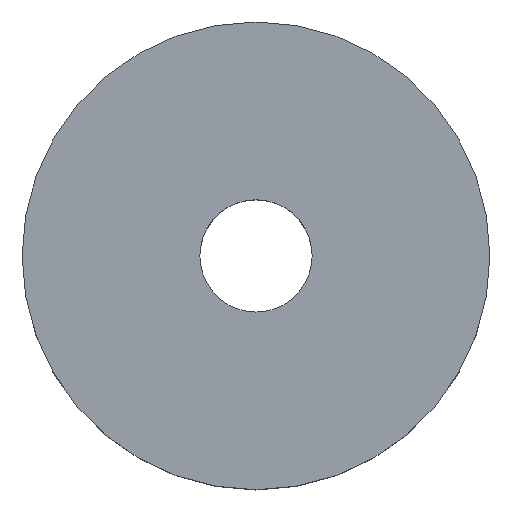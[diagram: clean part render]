
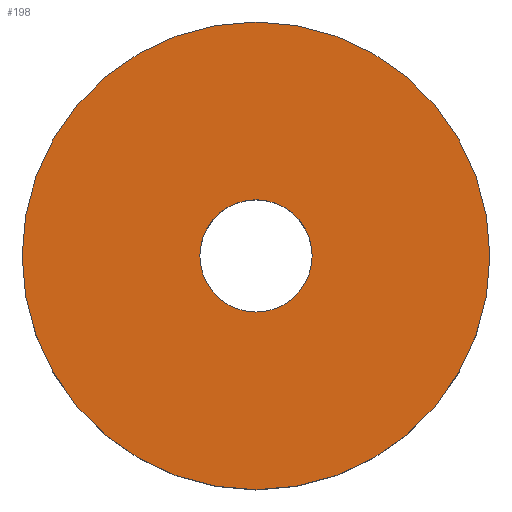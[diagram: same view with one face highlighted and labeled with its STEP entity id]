
A CAD part, top view. The second image highlights one B-rep face of the part: STEP entity #198.
In plain terms, the highlighted planar face has unit normal (0, 0, 1).
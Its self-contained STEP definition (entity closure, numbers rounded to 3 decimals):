
#5 = CIRCLE ( 'NONE', #179, 3. ) ;
#18 = DIRECTION ( 'NONE',  ( 0., 0., 1. ) ) ;
#20 = CARTESIAN_POINT ( 'NONE',  ( -3., 0., 7. ) ) ;
#30 = CIRCLE ( 'NONE', #151, 12.5 ) ;
#33 = CARTESIAN_POINT ( 'NONE',  ( 12.5, 0., 7. ) ) ;
#34 = AXIS2_PLACEMENT_3D ( 'NONE', #172, #230, #161 ) ;
#37 = DIRECTION ( 'NONE',  ( 0., 0., 1. ) ) ;
#65 = AXIS2_PLACEMENT_3D ( 'NONE', #194, #37, #177 ) ;
#81 = VERTEX_POINT ( 'NONE', #33 ) ;
#83 = ORIENTED_EDGE ( 'NONE', *, *, #236, .T. ) ;
#86 = CIRCLE ( 'NONE', #34, 3. ) ;
#95 = DIRECTION ( 'NONE',  ( 0., 0., 1. ) ) ;
#98 = CARTESIAN_POINT ( 'NONE',  ( 0., 0., 7. ) ) ;
#118 = CARTESIAN_POINT ( 'NONE',  ( 0., 0., 7. ) ) ;
#120 = CARTESIAN_POINT ( 'NONE',  ( 0., 0., 7. ) ) ;
#129 = CIRCLE ( 'NONE', #65, 12.5 ) ;
#138 = FACE_OUTER_BOUND ( 'NONE', #165, .T. ) ;
#144 = DIRECTION ( 'NONE',  ( 0., 0., 1. ) ) ;
#151 = AXIS2_PLACEMENT_3D ( 'NONE', #118, #18, #174 ) ;
#161 = DIRECTION ( 'NONE',  ( 1., 0., 0. ) ) ;
#165 = EDGE_LOOP ( 'NONE', ( #214, #83 ) ) ;
#171 = AXIS2_PLACEMENT_3D ( 'NONE', #98, #144, #246 ) ;
#172 = CARTESIAN_POINT ( 'NONE',  ( 0., 0., 7. ) ) ;
#174 = DIRECTION ( 'NONE',  ( 1., 0., 0. ) ) ;
#177 = DIRECTION ( 'NONE',  ( 1., 0., 0. ) ) ;
#178 = PLANE ( 'NONE',  #171 ) ;
#179 = AXIS2_PLACEMENT_3D ( 'NONE', #120, #95, #216 ) ;
#182 = ORIENTED_EDGE ( 'NONE', *, *, #183, .F. ) ;
#183 = EDGE_CURVE ( 'NONE', #232, #223, #86, .T. ) ;
#194 = CARTESIAN_POINT ( 'NONE',  ( 0., 0., 7. ) ) ;
#198 = ADVANCED_FACE ( 'NONE', ( #243, #138 ), #178, .T. ) ;
#201 = EDGE_LOOP ( 'NONE', ( #182, #245 ) ) ;
#202 = VERTEX_POINT ( 'NONE', #227 ) ;
#203 = EDGE_CURVE ( 'NONE', #223, #232, #5, .T. ) ;
#206 = CARTESIAN_POINT ( 'NONE',  ( 3., 0., 7. ) ) ;
#214 = ORIENTED_EDGE ( 'NONE', *, *, #244, .T. ) ;
#216 = DIRECTION ( 'NONE',  ( 1., 0., 0. ) ) ;
#223 = VERTEX_POINT ( 'NONE', #20 ) ;
#227 = CARTESIAN_POINT ( 'NONE',  ( -12.5, 0., 7. ) ) ;
#230 = DIRECTION ( 'NONE',  ( 0., 0., 1. ) ) ;
#232 = VERTEX_POINT ( 'NONE', #206 ) ;
#236 = EDGE_CURVE ( 'NONE', #81, #202, #129, .T. ) ;
#243 = FACE_BOUND ( 'NONE', #201, .T. ) ;
#244 = EDGE_CURVE ( 'NONE', #202, #81, #30, .T. ) ;
#245 = ORIENTED_EDGE ( 'NONE', *, *, #203, .F. ) ;
#246 = DIRECTION ( 'NONE',  ( 1., 0., 0. ) ) ;
